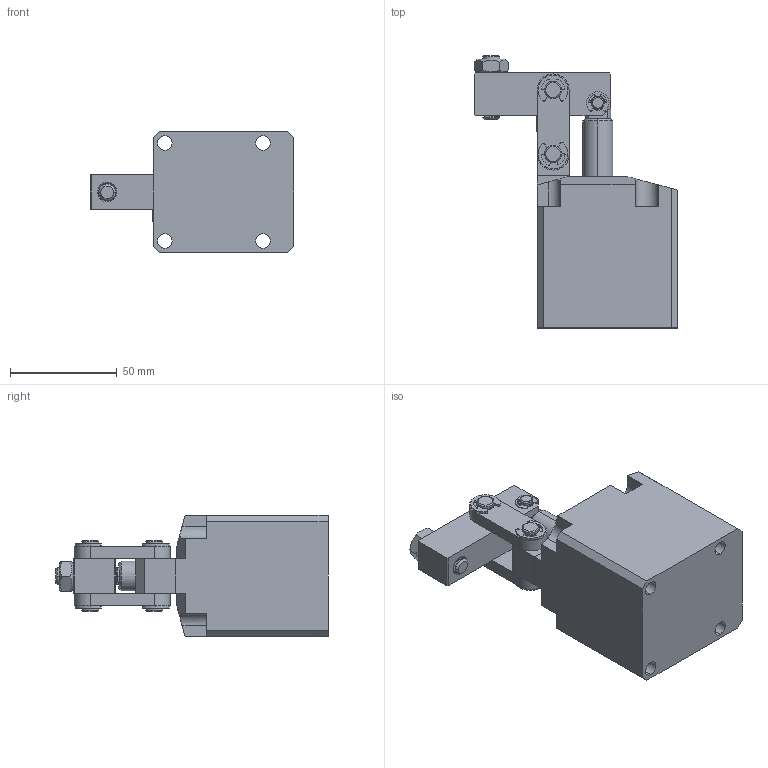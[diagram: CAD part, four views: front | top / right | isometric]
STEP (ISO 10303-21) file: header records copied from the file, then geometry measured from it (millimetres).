
FILE_DESCRIPTION (( 'STEP AP214' ), '1' );
FILE_NAME ('CBLU-35話裝宒蚐揤詰.STEP', '2019-04-24T12:57:31', ( '' ), ( '' ), 'SwSTEP 2.0', 'SolidWorks 2016', '' );
FILE_SCHEMA (( 'AUTOMOTIVE_DESIGN' ));
Length unit declared in the file: millimetre
Products named in the file (12): 种粣2; 蟀裝_1; 盓傅; 35揤旋_1; ｻ鏸鄕ﾋ_1_2_1; 35掛极_1; CBLU-35話裝宒蚐揤詰; M8蹟譫; 蹟佪; 6MM开口挡圈; 8MM开口挡圈; 种粣1
Assembly tree (17 placements, depth 2):
  CBLU-35話裝宒蚐揤詰
    35掛极_1
    ｻ鏸鄕ﾋ_1_2_1
    35揤旋_1
    盓傅
    蟀裝_1  x2
    种粣2  x2
    种粣1
    8MM开口挡圈  x4
    6MM开口挡圈  x2
    蹟佪
    M8蹟譫
Bounding box: 95.5 x 127.5 x 57 mm (x, y, z)
Volume: 260323.5 mm3; surface area: 61485.6 mm2
Topology: 17 solids, 17 shells, 446 faces, 1141 edges, 748 vertices
Faces by surface type: cylinder 230, plane 158, cone 50, bspline 8
Entity records: 12479 total; most frequent: CARTESIAN_POINT 4236, DIRECTION 1638, ORIENTED_EDGE 1630, EDGE_CURVE 815, AXIS2_PLACEMENT_3D 617, VERTEX_POINT 532, VECTOR 404, LINE 404
